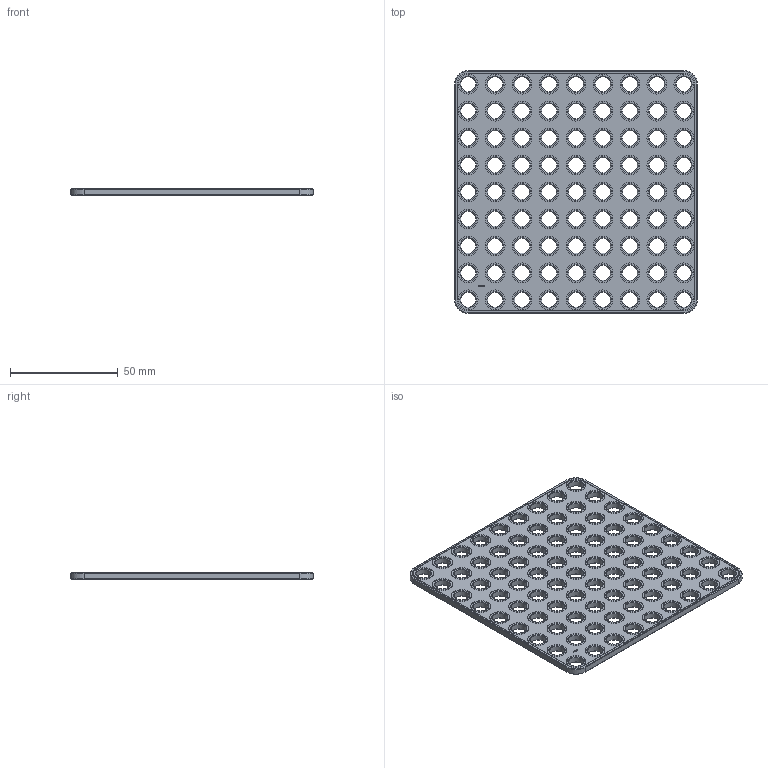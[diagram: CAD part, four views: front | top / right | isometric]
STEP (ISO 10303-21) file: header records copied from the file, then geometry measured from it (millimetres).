
FILE_DESCRIPTION(('FreeCAD Model'),'2;1');
FILE_NAME('Open CASCADE Shape Model','2024-01-31T15:15:40',(''),(''), 'Open CASCADE STEP processor 7.6','FreeCAD','Unknown');
FILE_SCHEMA(('AUTOMOTIVE_DESIGN { 1 0 10303 214 1 1 1 1 }'));
Products named in the file (1): Plate SQR CRNR BU09x00.25 - SPN-PLT-0044 (stemfie.org)
Bounding box: 112.5 x 112.5 x 3.12 mm (x, y, z)
Volume: 28148.5 mm3; surface area: 25744.1 mm2
Topology: 1 solids, 1 shells, 869 faces, 2078 edges, 1326 vertices
Faces by surface type: plane 419, cylinder 170, cone 170, extrusion 110
Full cylindrical faces by diameter (mm): 7 x81, 9.2 x81
Entity records: 53115 total; most frequent: CARTESIAN_POINT 12017, DIRECTION 7090, VECTOR 4372, LINE 4262, ORIENTED_EDGE 4156, PCURVE 4156, DEFINITIONAL_REPRESENTATION 4156, EDGE_CURVE 2078
